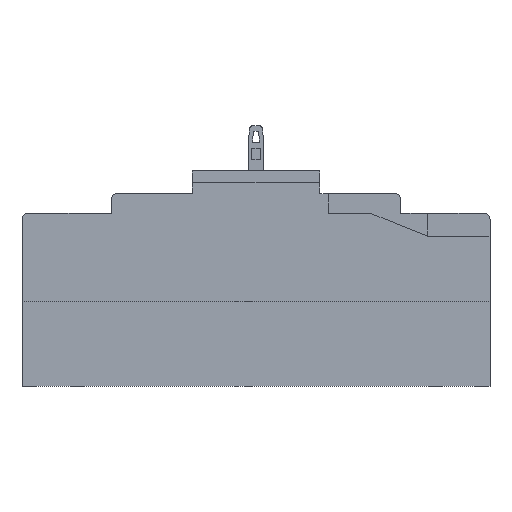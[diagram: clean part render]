
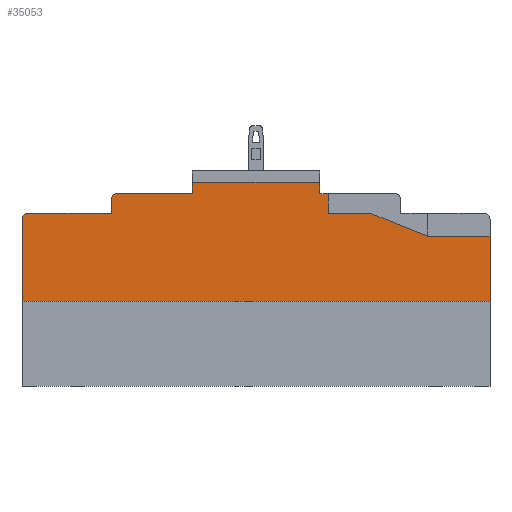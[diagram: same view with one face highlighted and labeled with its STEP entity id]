
A CAD part, front view. The second image highlights one B-rep face of the part: STEP entity #35053.
In plain terms, the highlighted planar face has unit normal (0, -1, 0).
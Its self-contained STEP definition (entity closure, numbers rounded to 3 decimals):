
#26274=DIRECTION('',(-1.,0.,0.));
#26275=VECTOR('',#26274,165.);
#26276=CARTESIAN_POINT('',(82.5,-140.,30.));
#26277=LINE('',#26276,#26275);
#26281=DIRECTION('',(0.,0.,1.));
#26282=VECTOR('',#26281,29.);
#26283=CARTESIAN_POINT('',(-82.5,-140.,30.));
#26284=LINE('',#26283,#26282);
#26288=CARTESIAN_POINT('',(-80.5,-140.,59.));
#26289=DIRECTION('',(0.,-1.,0.));
#26290=DIRECTION('',(0.,0.,1.));
#26291=AXIS2_PLACEMENT_3D('',#26288,#26289,#26290);
#26296=DIRECTION('',(1.,0.,0.));
#26297=VECTOR('',#26296,29.5);
#26298=CARTESIAN_POINT('',(-80.5,-140.,61.));
#26299=LINE('',#26298,#26297);
#26303=DIRECTION('',(0.,0.,1.));
#26304=VECTOR('',#26303,5.);
#26305=CARTESIAN_POINT('',(-51.,-140.,61.));
#26306=LINE('',#26305,#26304);
#26310=CARTESIAN_POINT('',(-49.,-140.,66.));
#26311=DIRECTION('',(0.,-1.,0.));
#26312=DIRECTION('',(0.,0.,1.));
#26313=AXIS2_PLACEMENT_3D('',#26310,#26311,#26312);
#26318=DIRECTION('',(1.,0.,0.));
#26319=VECTOR('',#26318,26.5);
#26320=CARTESIAN_POINT('',(-49.,-140.,68.));
#26321=LINE('',#26320,#26319);
#26325=DIRECTION('',(0.,0.,1.));
#26326=VECTOR('',#26325,3.5);
#26327=CARTESIAN_POINT('',(-22.5,-140.,68.));
#26328=LINE('',#26327,#26326);
#26332=CARTESIAN_POINT('',(-22.,-140.,71.5));
#26333=DIRECTION('',(0.,-1.,0.));
#26334=DIRECTION('',(0.,0.,1.));
#26335=AXIS2_PLACEMENT_3D('',#26332,#26333,#26334);
#26340=DIRECTION('',(1.,0.,0.));
#26341=VECTOR('',#26340,44.);
#26342=CARTESIAN_POINT('',(-22.,-140.,72.));
#26343=LINE('',#26342,#26341);
#26347=CARTESIAN_POINT('',(22.,-140.,71.5));
#26348=DIRECTION('',(0.,-1.,0.));
#26349=DIRECTION('',(1.,0.,0.));
#26350=AXIS2_PLACEMENT_3D('',#26347,#26348,#26349);
#26355=DIRECTION('',(0.,0.,-1.));
#26356=VECTOR('',#26355,3.5);
#26357=CARTESIAN_POINT('',(22.5,-140.,71.5));
#26358=LINE('',#26357,#26356);
#26362=DIRECTION('',(1.,0.,0.));
#26363=VECTOR('',#26362,3.);
#26364=CARTESIAN_POINT('',(22.5,-140.,68.));
#26365=LINE('',#26364,#26363);
#26369=DIRECTION('',(0.,0.,-1.));
#26370=VECTOR('',#26369,7.);
#26371=CARTESIAN_POINT('',(25.5,-140.,68.));
#26372=LINE('',#26371,#26370);
#26376=DIRECTION('',(-1.,0.,0.));
#26377=VECTOR('',#26376,15.);
#26378=CARTESIAN_POINT('',(40.5,-140.,61.));
#26379=LINE('',#26378,#26377);
#26383=DIRECTION('',(-0.928,0.,0.371));
#26384=VECTOR('',#26383,21.541);
#26385=CARTESIAN_POINT('',(60.5,-140.,53.));
#26386=LINE('',#26385,#26384);
#26390=DIRECTION('',(-1.,0.,0.));
#26391=VECTOR('',#26390,22.);
#26392=CARTESIAN_POINT('',(82.5,-140.,53.));
#26393=LINE('',#26392,#26391);
#26397=DIRECTION('',(0.,0.,-1.));
#26398=VECTOR('',#26397,23.);
#26399=CARTESIAN_POINT('',(82.5,-140.,53.));
#26400=LINE('',#26399,#26398);
#33638=CARTESIAN_POINT('',(-51.,-140.,61.));
#33640=VERTEX_POINT('',#33638);
#33642=CARTESIAN_POINT('',(-22.5,-140.,68.));
#33644=VERTEX_POINT('',#33642);
#33702=CARTESIAN_POINT('',(-22.,-140.,72.));
#33704=VERTEX_POINT('',#33702);
#33706=CARTESIAN_POINT('',(-22.5,-140.,71.5));
#33707=VERTEX_POINT('',#33706);
#33718=CARTESIAN_POINT('',(22.5,-140.,71.5));
#33719=CARTESIAN_POINT('',(22.,-140.,72.));
#33720=VERTEX_POINT('',#33718);
#33721=VERTEX_POINT('',#33719);
#33730=CARTESIAN_POINT('',(22.5,-140.,68.));
#33731=VERTEX_POINT('',#33730);
#33990=CARTESIAN_POINT('',(-49.,-140.,68.));
#33991=CARTESIAN_POINT('',(-51.,-140.,66.));
#33992=VERTEX_POINT('',#33990);
#33993=VERTEX_POINT('',#33991);
#34254=CARTESIAN_POINT('',(-80.5,-140.,61.));
#34255=CARTESIAN_POINT('',(-82.5,-140.,59.));
#34256=VERTEX_POINT('',#34254);
#34257=VERTEX_POINT('',#34255);
#34344=CARTESIAN_POINT('',(25.5,-140.,68.));
#34345=CARTESIAN_POINT('',(25.5,-140.,61.));
#34346=VERTEX_POINT('',#34344);
#34347=VERTEX_POINT('',#34345);
#34348=CARTESIAN_POINT('',(82.5,-140.,53.));
#34349=CARTESIAN_POINT('',(60.5,-140.,53.));
#34350=VERTEX_POINT('',#34348);
#34351=VERTEX_POINT('',#34349);
#34352=CARTESIAN_POINT('',(40.5,-140.,61.));
#34353=VERTEX_POINT('',#34352);
#34906=CARTESIAN_POINT('',(82.5,-140.,30.));
#34907=CARTESIAN_POINT('',(-82.5,-140.,30.));
#34908=VERTEX_POINT('',#34906);
#34909=VERTEX_POINT('',#34907);
#35010=CARTESIAN_POINT('',(0.,-140.,0.));
#35011=DIRECTION('',(0.,1.,0.));
#35012=DIRECTION('',(-1.,0.,0.));
#35013=AXIS2_PLACEMENT_3D('',#35010,#35011,#35012);
#35014=PLANE('',#35013);
#35016=ORIENTED_EDGE('',*,*,#35015,.T.);
#35018=ORIENTED_EDGE('',*,*,#35017,.T.);
#35020=ORIENTED_EDGE('',*,*,#35019,.F.);
#35022=ORIENTED_EDGE('',*,*,#35021,.T.);
#35024=ORIENTED_EDGE('',*,*,#35023,.T.);
#35026=ORIENTED_EDGE('',*,*,#35025,.F.);
#35028=ORIENTED_EDGE('',*,*,#35027,.T.);
#35030=ORIENTED_EDGE('',*,*,#35029,.T.);
#35032=ORIENTED_EDGE('',*,*,#35031,.F.);
#35034=ORIENTED_EDGE('',*,*,#35033,.T.);
#35036=ORIENTED_EDGE('',*,*,#35035,.F.);
#35038=ORIENTED_EDGE('',*,*,#35037,.T.);
#35040=ORIENTED_EDGE('',*,*,#35039,.T.);
#35042=ORIENTED_EDGE('',*,*,#35041,.T.);
#35044=ORIENTED_EDGE('',*,*,#35043,.F.);
#35046=ORIENTED_EDGE('',*,*,#35045,.F.);
#35048=ORIENTED_EDGE('',*,*,#35047,.F.);
#35050=ORIENTED_EDGE('',*,*,#35049,.T.);
#35051=EDGE_LOOP('',(#35016,#35018,#35020,#35022,#35024,#35026,#35028,#35030,
#35032,#35034,#35036,#35038,#35040,#35042,#35044,#35046,#35048,#35050));
#35052=FACE_OUTER_BOUND('',#35051,.F.);
#26292=CIRCLE('',#26291,2.);
#26314=CIRCLE('',#26313,2.);
#26336=CIRCLE('',#26335,0.5);
#26351=CIRCLE('',#26350,0.5);
#35015=EDGE_CURVE('',#34908,#34909,#26277,.T.);
#35017=EDGE_CURVE('',#34909,#34257,#26284,.T.);
#35019=EDGE_CURVE('',#34256,#34257,#26292,.T.);
#35021=EDGE_CURVE('',#34256,#33640,#26299,.T.);
#35023=EDGE_CURVE('',#33640,#33993,#26306,.T.);
#35025=EDGE_CURVE('',#33992,#33993,#26314,.T.);
#35027=EDGE_CURVE('',#33992,#33644,#26321,.T.);
#35029=EDGE_CURVE('',#33644,#33707,#26328,.T.);
#35031=EDGE_CURVE('',#33704,#33707,#26336,.T.);
#35033=EDGE_CURVE('',#33704,#33721,#26343,.T.);
#35035=EDGE_CURVE('',#33720,#33721,#26351,.T.);
#35037=EDGE_CURVE('',#33720,#33731,#26358,.T.);
#35039=EDGE_CURVE('',#33731,#34346,#26365,.T.);
#35041=EDGE_CURVE('',#34346,#34347,#26372,.T.);
#35043=EDGE_CURVE('',#34353,#34347,#26379,.T.);
#35045=EDGE_CURVE('',#34351,#34353,#26386,.T.);
#35047=EDGE_CURVE('',#34350,#34351,#26393,.T.);
#35049=EDGE_CURVE('',#34350,#34908,#26400,.T.);
#35053=ADVANCED_FACE('',(#35052),#35014,.F.);
